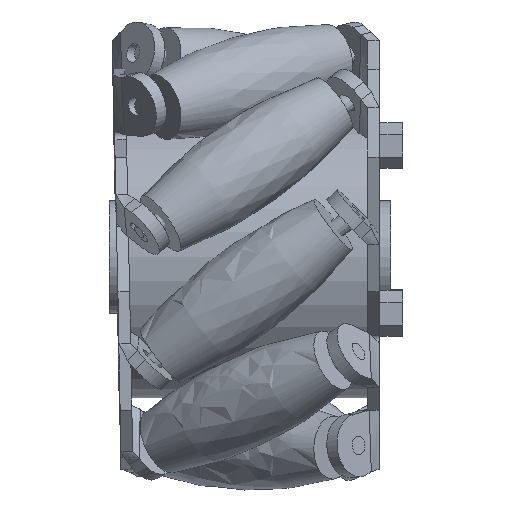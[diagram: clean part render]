
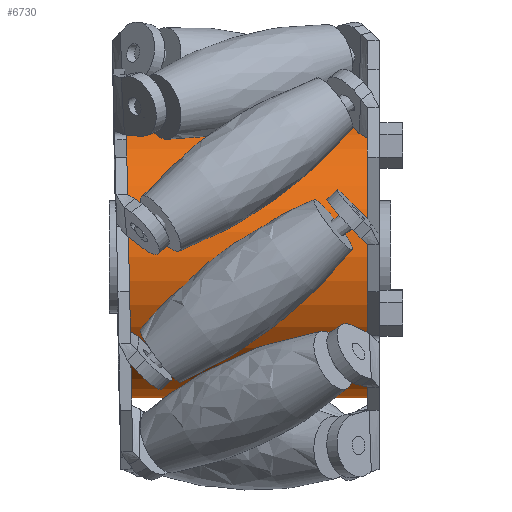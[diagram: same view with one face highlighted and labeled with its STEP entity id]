
A CAD part, front view. The second image highlights one B-rep face of the part: STEP entity #6730.
In plain terms, the highlighted cylindrical face has radius 30.041 mm (diameter 60.081 mm), a full revolution.
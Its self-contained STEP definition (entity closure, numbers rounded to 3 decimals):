
#301=CYLINDRICAL_SURFACE('',#7349,30.041);
#782=FACE_OUTER_BOUND('',#1263,.T.);
#1263=EDGE_LOOP('',(#6103,#6104,#6105,#6106));
#1506=CIRCLE('',#7350,30.041);
#1507=CIRCLE('',#7351,30.041);
#2149=LINE('',#12799,#2791);
#2791=VECTOR('',#9141,30.041);
#3364=VERTEX_POINT('',#12796);
#3365=VERTEX_POINT('',#12798);
#4278=EDGE_CURVE('',#3364,#3364,#1506,.T.);
#4279=EDGE_CURVE('',#3364,#3365,#2149,.T.);
#4280=EDGE_CURVE('',#3365,#3365,#1507,.T.);
#6103=ORIENTED_EDGE('',*,*,#4278,.F.);
#6104=ORIENTED_EDGE('',*,*,#4279,.T.);
#6105=ORIENTED_EDGE('',*,*,#4280,.T.);
#6106=ORIENTED_EDGE('',*,*,#4279,.F.);
#6730=ADVANCED_FACE('',(#782),#301,.T.);
#7349=AXIS2_PLACEMENT_3D('',#12795,#9137,#9138);
#7350=AXIS2_PLACEMENT_3D('',#12797,#9139,#9140);
#7351=AXIS2_PLACEMENT_3D('',#12800,#9142,#9143);
#9137=DIRECTION('center_axis',(-1.,0.,0.));
#9138=DIRECTION('ref_axis',(0.,0.,1.));
#9139=DIRECTION('center_axis',(-1.,0.,0.));
#9140=DIRECTION('ref_axis',(0.,0.,1.));
#9141=DIRECTION('',(1.,0.,0.));
#9142=DIRECTION('center_axis',(-1.,0.,0.));
#9143=DIRECTION('ref_axis',(0.,0.,1.));
#12795=CARTESIAN_POINT('Origin',(50.,0.,0.));
#12796=CARTESIAN_POINT('',(-1.511,0.,-30.041));
#12797=CARTESIAN_POINT('Origin',(-1.511,0.,0.));
#12798=CARTESIAN_POINT('',(50.,0.,-30.041));
#12799=CARTESIAN_POINT('',(50.,0.,-30.041));
#12800=CARTESIAN_POINT('Origin',(50.,0.,0.));
